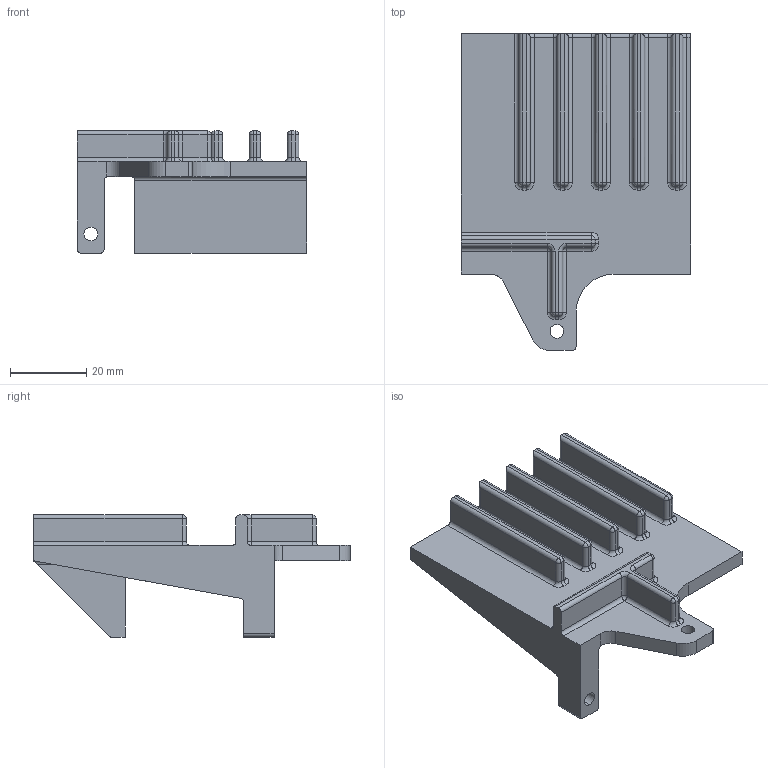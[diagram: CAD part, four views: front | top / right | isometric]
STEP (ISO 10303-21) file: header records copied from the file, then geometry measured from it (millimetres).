
FILE_DESCRIPTION (( 'STEP AP203' ), '1' );
FILE_NAME ('酘惕嘀.STEP', '2026-01-21T10:42:14', ( '' ), ( '' ), 'SwSTEP 2.0', 'SolidWorks 2022', '' );
FILE_SCHEMA (( 'CONFIG_CONTROL_DESIGN' ));
Length unit declared in the file: millimetre
Products named in the file (1): 左抱箍
Bounding box: 60 x 83 x 32 mm (x, y, z)
Volume: 37982.5 mm3; surface area: 16035.4 mm2
Topology: 1 solids, 1 shells, 176 faces, 428 edges, 238 vertices
Faces by surface type: cylinder 89, plane 46, torus 25, sphere 16
Entity records: 5043 total; most frequent: DIRECTION 934, CARTESIAN_POINT 866, ORIENTED_EDGE 824, EDGE_CURVE 412, AXIS2_PLACEMENT_3D 358, VERTEX_POINT 238, LINE 218, VECTOR 218
